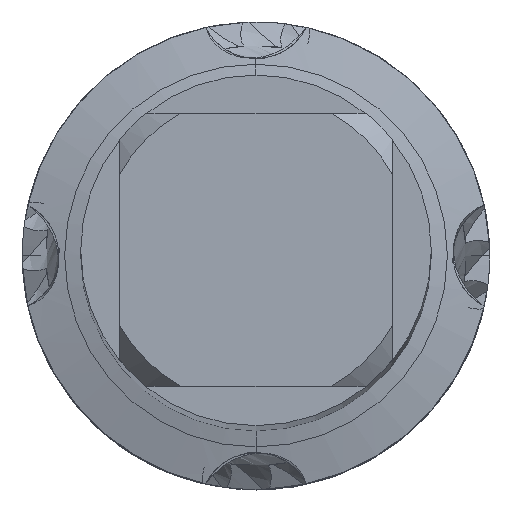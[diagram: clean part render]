
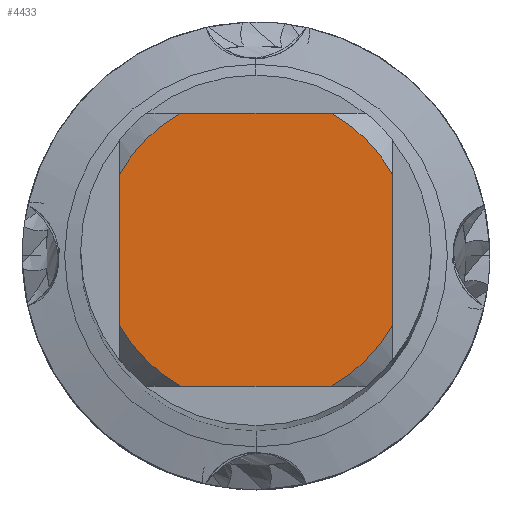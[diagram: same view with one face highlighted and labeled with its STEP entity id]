
A CAD part, top view. The second image highlights one B-rep face of the part: STEP entity #4433.
In plain terms, the highlighted planar face has unit normal (0, 0, 1).
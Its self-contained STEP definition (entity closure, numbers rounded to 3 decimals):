
#2245=EDGE_CURVE('',#2601,#4817,#6228,.T.);
#2385=VERTEX_POINT('',#6379);
#2599=EDGE_CURVE('',#4619,#3017,#6606,.T.);
#2601=VERTEX_POINT('',#6608);
#2831=VERTEX_POINT('',#6862);
#3017=VERTEX_POINT('',#7068);
#3323=VERTEX_POINT('',#7403);
#3799=EDGE_CURVE('',#2385,#4817,#7929,.T.);
#4195=VERTEX_POINT('',#8366);
#4243=EDGE_CURVE('',#2385,#4195,#8420,.T.);
#4433=ADVANCED_FACE('',(#8627),#8628,.T.);
#4619=VERTEX_POINT('',#8828);
#4817=VERTEX_POINT('',#9039);
#4867=EDGE_CURVE('',#3323,#2831,#9093,.T.);
#4875=EDGE_CURVE('',#2601,#2831,#9102,.T.);
#5799=EDGE_CURVE('',#4619,#4195,#10098,.T.);
#5879=EDGE_CURVE('',#3323,#3017,#10184,.T.);
#6228=LINE('',#10970,#10971);
#6379=CARTESIAN_POINT('',(-3.5,1.936,0.0));
#6606=LINE('',#12019,#12020);
#6608=CARTESIAN_POINT('',(1.936,3.5,0.0));
#6862=CARTESIAN_POINT('',(3.5,1.936,0.0));
#7068=CARTESIAN_POINT('',(1.936,-3.5,0.0));
#7403=CARTESIAN_POINT('',(3.5,-1.936,0.0));
#7929=CIRCLE('',#15711,4.0);
#8366=CARTESIAN_POINT('',(-3.5,-1.936,0.0));
#8420=LINE('',#17105,#17106);
#8627=FACE_OUTER_BOUND('',#17543,.T.);
#8628=PLANE('',#17544);
#8828=CARTESIAN_POINT('',(-1.936,-3.5,0.0));
#9039=CARTESIAN_POINT('',(-1.936,3.5,0.0));
#9093=LINE('',#19150,#19151);
#9102=CIRCLE('',#19163,4.0);
#10098=CIRCLE('',#22053,4.0);
#10184=CIRCLE('',#22285,4.0);
#10970=CARTESIAN_POINT('',(0.0,3.5,0.0));
#10971=VECTOR('',#22734,1.0);
#12019=CARTESIAN_POINT('',(0.0,-3.5,0.0));
#12020=VECTOR('',#23181,1.0);
#15711=AXIS2_PLACEMENT_3D('',#24631,#24632,#24633);
#17105=CARTESIAN_POINT('',(-3.5,1.0,0.0));
#17106=VECTOR('',#25194,1.0);
#17543=EDGE_LOOP('',(#25400,#25401,#25402,#25403,#25404,#25405,#25406,#25407));
#17544=AXIS2_PLACEMENT_3D('',#25408,#25409,#25410);
#19150=CARTESIAN_POINT('',(3.5,1.0,0.0));
#19151=VECTOR('',#25940,1.0);
#19163=AXIS2_PLACEMENT_3D('',#25955,#25956,#25957);
#22053=AXIS2_PLACEMENT_3D('',#26988,#26989,#26990);
#22285=AXIS2_PLACEMENT_3D('',#27060,#27061,#27062);
#22734=DIRECTION('',(-1.0,0.0,0.0));
#23181=DIRECTION('',(1.0,0.0,0.0));
#24631=CARTESIAN_POINT('',(0.0,0.0,0.0));
#24632=DIRECTION('',(0.0,0.0,-1.0));
#24633=DIRECTION('',(0.0,1.0,0.0));
#25194=DIRECTION('',(-0.0,-1.0,0.0));
#25400=ORIENTED_EDGE('',*,*,#4243,.T.);
#25401=ORIENTED_EDGE('',*,*,#5799,.F.);
#25402=ORIENTED_EDGE('',*,*,#2599,.T.);
#25403=ORIENTED_EDGE('',*,*,#5879,.F.);
#25404=ORIENTED_EDGE('',*,*,#4867,.T.);
#25405=ORIENTED_EDGE('',*,*,#4875,.F.);
#25406=ORIENTED_EDGE('',*,*,#2245,.T.);
#25407=ORIENTED_EDGE('',*,*,#3799,.F.);
#25408=CARTESIAN_POINT('',(0.0,2.0,0.0));
#25409=DIRECTION('',(-0.0,0.0,1.0));
#25410=DIRECTION('',(0.0,-1.0,0.0));
#25940=DIRECTION('',(-0.0,1.0,0.0));
#25955=CARTESIAN_POINT('',(0.0,0.0,0.0));
#25956=DIRECTION('',(0.0,0.0,-1.0));
#25957=DIRECTION('',(0.0,1.0,0.0));
#26988=CARTESIAN_POINT('',(0.0,0.0,0.0));
#26989=DIRECTION('',(0.0,0.0,-1.0));
#26990=DIRECTION('',(0.0,1.0,0.0));
#27060=CARTESIAN_POINT('',(0.0,0.0,0.0));
#27061=DIRECTION('',(0.0,0.0,-1.0));
#27062=DIRECTION('',(0.0,1.0,0.0));
